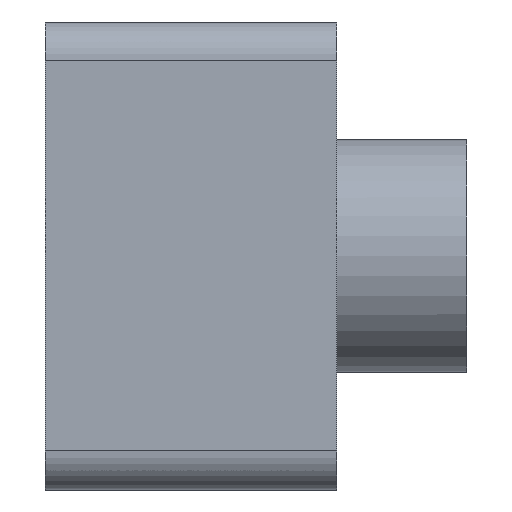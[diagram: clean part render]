
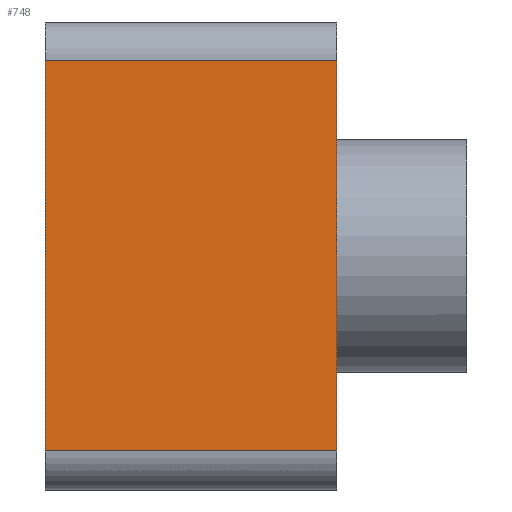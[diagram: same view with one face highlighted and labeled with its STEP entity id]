
A CAD part, left-side view. The second image highlights one B-rep face of the part: STEP entity #748.
In plain terms, the highlighted planar face has unit normal (-1, 0, 0).
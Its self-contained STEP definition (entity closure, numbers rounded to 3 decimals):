
#99=FACE_OUTER_BOUND('',#148,.T.);
#148=EDGE_LOOP('',(#677,#678,#679,#680));
#177=LINE('',#1103,#256);
#226=LINE('',#1238,#305);
#227=LINE('',#1241,#306);
#228=LINE('',#1243,#307);
#256=VECTOR('',#886,10.);
#305=VECTOR('',#1023,10.);
#306=VECTOR('',#1028,10.);
#307=VECTOR('',#1031,10.);
#332=VERTEX_POINT('',#1100);
#333=VERTEX_POINT('',#1102);
#374=VERTEX_POINT('',#1235);
#375=VERTEX_POINT('',#1237);
#408=EDGE_CURVE('',#332,#333,#177,.T.);
#475=EDGE_CURVE('',#375,#374,#226,.T.);
#477=EDGE_CURVE('',#333,#374,#227,.T.);
#478=EDGE_CURVE('',#375,#332,#228,.T.);
#677=ORIENTED_EDGE('',*,*,#478,.F.);
#678=ORIENTED_EDGE('',*,*,#475,.T.);
#679=ORIENTED_EDGE('',*,*,#477,.F.);
#680=ORIENTED_EDGE('',*,*,#408,.F.);
#710=PLANE('',#825);
#748=ADVANCED_FACE('',(#99),#710,.T.);
#825=AXIS2_PLACEMENT_3D('',#1242,#1029,#1030);
#886=DIRECTION('',(0.,0.,-1.));
#1023=DIRECTION('',(0.,0.,-1.));
#1028=DIRECTION('',(0.,1.,0.));
#1029=DIRECTION('center_axis',(-1.,0.,0.));
#1030=DIRECTION('ref_axis',(0.,0.,1.));
#1031=DIRECTION('',(0.,-1.,0.));
#1100=CARTESIAN_POINT('',(-98.242,-3.,-17.944));
#1102=CARTESIAN_POINT('',(-98.242,-3.,-32.944));
#1103=CARTESIAN_POINT('',(-98.242,-3.,-16.444));
#1235=CARTESIAN_POINT('',(-98.242,8.2,-32.944));
#1237=CARTESIAN_POINT('',(-98.242,8.2,-17.944));
#1238=CARTESIAN_POINT('',(-98.242,8.2,-29.944));
#1241=CARTESIAN_POINT('',(-98.242,0.,-32.944));
#1242=CARTESIAN_POINT('Origin',(-98.242,0.,-34.444));
#1243=CARTESIAN_POINT('',(-98.242,0.,-17.944));
